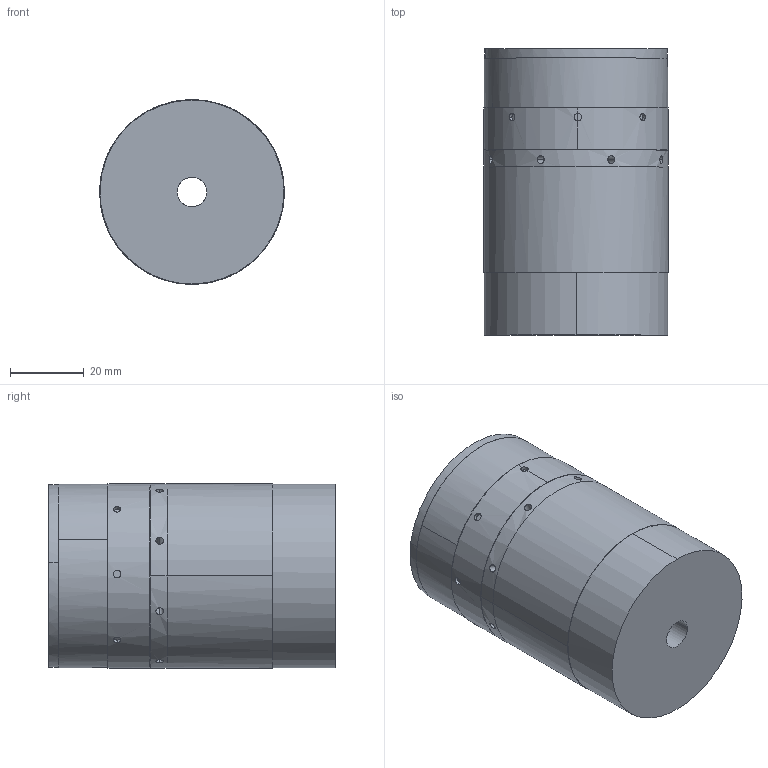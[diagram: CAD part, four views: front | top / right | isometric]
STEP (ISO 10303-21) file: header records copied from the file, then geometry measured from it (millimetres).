
FILE_DESCRIPTION (( 'STEP AP214' ), '1' );
FILE_NAME ('薯撻壽誹10-20260206.STEP', '2026-02-06T12:16:34', ( '' ), ( '' ), 'SwSTEP 2.0', 'SolidWorks 2024', '' );
FILE_SCHEMA (( 'AUTOMOTIVE_DESIGN' ));
Length unit declared in the file: millimetre
Products named in the file (1): 力矩关节10-20260206
Bounding box: 50 x 77.5 x 50 mm (x, y, z)
Surface area: 23817.5 mm2 (no closed solid volume)
Topology: 0 solids, 3 shells, 144 faces, 327 edges, 190 vertices
Faces by surface type: cylinder 93, cone 32, plane 17, torus 2
Entity records: 6594 total; most frequent: CARTESIAN_POINT 4069, ORIENTED_EDGE 586, DIRECTION 310, EDGE_CURVE 295, B_SPLINE_CURVE_WITH_KNOTS 285, VERTEX_POINT 190, EDGE_LOOP 183, AXIS2_PLACEMENT_3D 155
